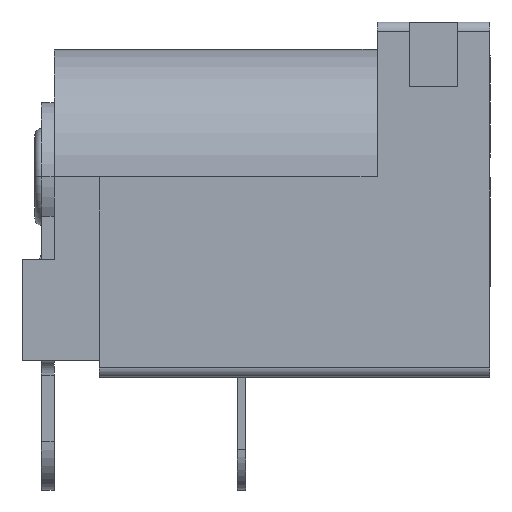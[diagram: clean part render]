
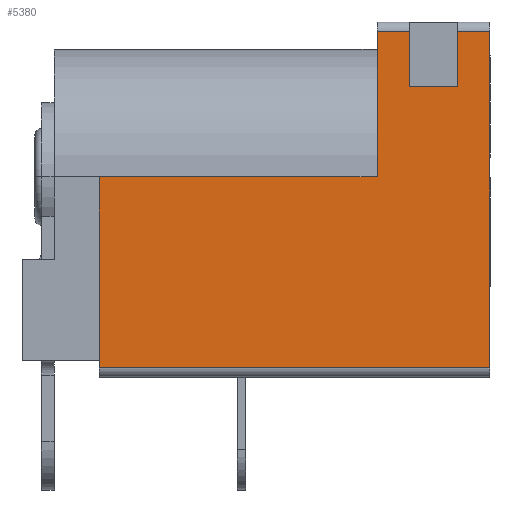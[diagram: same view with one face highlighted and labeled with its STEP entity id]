
A CAD part, front view. The second image highlights one B-rep face of the part: STEP entity #5380.
In plain terms, the highlighted planar face has unit normal (0, -1, 0).
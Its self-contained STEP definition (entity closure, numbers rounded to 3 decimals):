
#4869 = VERTEX_POINT('',#4870);
#4870 = CARTESIAN_POINT('',(1.602,-4.5,0.291));
#4877 = EDGE_CURVE('',#4878,#4869,#4880,.T.);
#4878 = VERTEX_POINT('',#4879);
#4879 = CARTESIAN_POINT('',(1.602,-4.5,6.191));
#4880 = LINE('',#4881,#4882);
#4881 = CARTESIAN_POINT('',(1.602,-4.5,10.691));
#4882 = VECTOR('',#4883,1.);
#4883 = DIRECTION('',(0.,0.,-1.));
#5001 = VERTEX_POINT('',#5002);
#5002 = CARTESIAN_POINT('',(10.202,-4.5,10.691));
#5009 = EDGE_CURVE('',#5001,#5010,#5012,.T.);
#5010 = VERTEX_POINT('',#5011);
#5011 = CARTESIAN_POINT('',(11.202,-4.5,10.691));
#5012 = LINE('',#5013,#5014);
#5013 = CARTESIAN_POINT('',(1.602,-4.5,10.691));
#5014 = VECTOR('',#5015,1.);
#5015 = DIRECTION('',(1.,0.,0.));
#5194 = VERTEX_POINT('',#5195);
#5195 = CARTESIAN_POINT('',(12.702,-4.5,10.691));
#5202 = EDGE_CURVE('',#5194,#5203,#5205,.T.);
#5203 = VERTEX_POINT('',#5204);
#5204 = CARTESIAN_POINT('',(13.702,-4.5,10.691));
#5205 = LINE('',#5206,#5207);
#5206 = CARTESIAN_POINT('',(1.602,-4.5,10.691));
#5207 = VECTOR('',#5208,1.);
#5208 = DIRECTION('',(1.,0.,0.));
#5360 = VERTEX_POINT('',#5361);
#5361 = CARTESIAN_POINT('',(13.702,-4.5,0.291));
#5368 = EDGE_CURVE('',#4869,#5360,#5369,.T.);
#5369 = LINE('',#5370,#5371);
#5370 = CARTESIAN_POINT('',(1.602,-4.5,0.291));
#5371 = VECTOR('',#5372,1.);
#5372 = DIRECTION('',(1.,0.,0.));
#5380 = ADVANCED_FACE('',(#5381),#5429,.T.);
#5381 = FACE_BOUND('',#5382,.T.);
#5382 = EDGE_LOOP('',(#5383,#5391,#5392,#5393,#5399,#5400,#5408,#5416,
    #5422,#5423));
#5383 = ORIENTED_EDGE('',*,*,#5384,.T.);
#5384 = EDGE_CURVE('',#5385,#4878,#5387,.T.);
#5385 = VERTEX_POINT('',#5386);
#5386 = CARTESIAN_POINT('',(10.202,-4.5,6.191));
#5387 = LINE('',#5388,#5389);
#5388 = CARTESIAN_POINT('',(10.202,-4.5,6.191));
#5389 = VECTOR('',#5390,1.);
#5390 = DIRECTION('',(-1.,0.,0.));
#5391 = ORIENTED_EDGE('',*,*,#4877,.T.);
#5392 = ORIENTED_EDGE('',*,*,#5368,.T.);
#5393 = ORIENTED_EDGE('',*,*,#5394,.F.);
#5394 = EDGE_CURVE('',#5203,#5360,#5395,.T.);
#5395 = LINE('',#5396,#5397);
#5396 = CARTESIAN_POINT('',(13.702,-4.5,10.691));
#5397 = VECTOR('',#5398,1.);
#5398 = DIRECTION('',(0.,0.,-1.));
#5399 = ORIENTED_EDGE('',*,*,#5202,.F.);
#5400 = ORIENTED_EDGE('',*,*,#5401,.F.);
#5401 = EDGE_CURVE('',#5402,#5194,#5404,.T.);
#5402 = VERTEX_POINT('',#5403);
#5403 = CARTESIAN_POINT('',(12.702,-4.5,8.991));
#5404 = LINE('',#5405,#5406);
#5405 = CARTESIAN_POINT('',(12.702,-4.5,8.991));
#5406 = VECTOR('',#5407,1.);
#5407 = DIRECTION('',(0.,0.,1.));
#5408 = ORIENTED_EDGE('',*,*,#5409,.F.);
#5409 = EDGE_CURVE('',#5410,#5402,#5412,.T.);
#5410 = VERTEX_POINT('',#5411);
#5411 = CARTESIAN_POINT('',(11.202,-4.5,8.991));
#5412 = LINE('',#5413,#5414);
#5413 = CARTESIAN_POINT('',(11.202,-4.5,8.991));
#5414 = VECTOR('',#5415,1.);
#5415 = DIRECTION('',(1.,0.,0.));
#5416 = ORIENTED_EDGE('',*,*,#5417,.T.);
#5417 = EDGE_CURVE('',#5410,#5010,#5418,.T.);
#5418 = LINE('',#5419,#5420);
#5419 = CARTESIAN_POINT('',(11.202,-4.5,8.991));
#5420 = VECTOR('',#5421,1.);
#5421 = DIRECTION('',(0.,0.,1.));
#5422 = ORIENTED_EDGE('',*,*,#5009,.F.);
#5423 = ORIENTED_EDGE('',*,*,#5424,.F.);
#5424 = EDGE_CURVE('',#5385,#5001,#5425,.T.);
#5425 = LINE('',#5426,#5427);
#5426 = CARTESIAN_POINT('',(10.202,-4.5,10.991));
#5427 = VECTOR('',#5428,1.);
#5428 = DIRECTION('',(0.,0.,1.));
#5429 = PLANE('',#5430);
#5430 = AXIS2_PLACEMENT_3D('',#5431,#5432,#5433);
#5431 = CARTESIAN_POINT('',(1.602,-4.5,10.691));
#5432 = DIRECTION('',(0.,-1.,0.));
#5433 = DIRECTION('',(1.,0.,0.));
